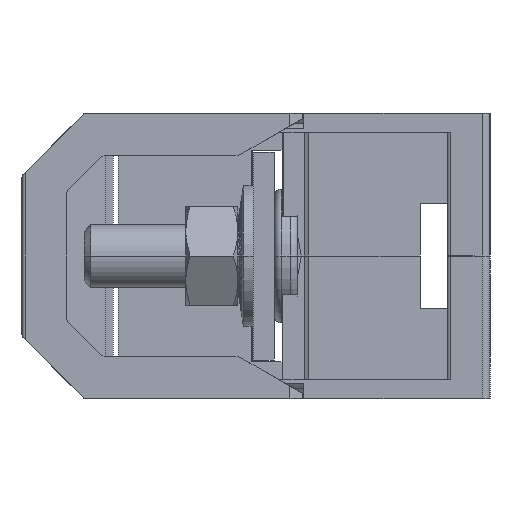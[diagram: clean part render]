
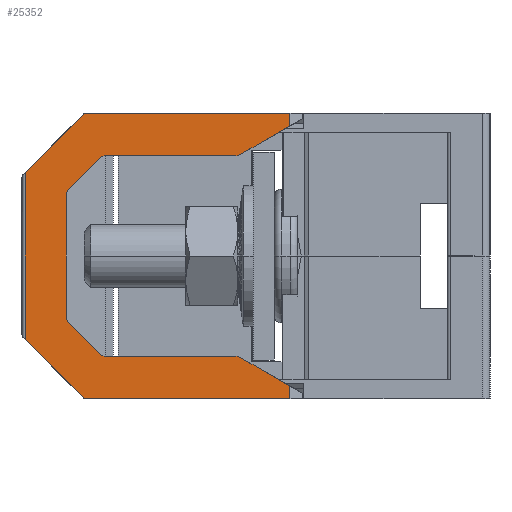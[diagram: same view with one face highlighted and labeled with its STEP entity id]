
A CAD part, left-side view. The second image highlights one B-rep face of the part: STEP entity #25352.
In plain terms, the highlighted face is planar.
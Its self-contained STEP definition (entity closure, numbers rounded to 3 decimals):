
#22983=DIRECTION('',(0.,0.707,-0.707));
#22984=VECTOR('',#22983,15.791);
#22985=CARTESIAN_POINT('',(134.,9.734,27.216));
#22986=LINE('',#22985,#22984);
#22987=DIRECTION('',(0.,-0.707,-0.707));
#22988=VECTOR('',#22987,15.791);
#22989=CARTESIAN_POINT('',(134.,20.9,-16.05));
#22990=LINE('',#22989,#22988);
#22991=CARTESIAN_POINT('',(134.,9.169,-26.65));
#22992=DIRECTION('',(1.,0.,0.));
#22993=DIRECTION('',(0.,0.,-1.));
#22994=AXIS2_PLACEMENT_3D('',#22991,#22992,#22993);
#22996=DIRECTION('',(0.,-1.,0.));
#22997=VECTOR('',#22996,39.142);
#22998=CARTESIAN_POINT('',(134.,9.169,-27.45));
#22999=LINE('',#22998,#22997);
#23000=DIRECTION('',(0.,0.,-1.));
#23001=VECTOR('',#23000,2.459);
#23002=CARTESIAN_POINT('',(134.,-29.974,-24.991));
#23003=LINE('',#23002,#23001);
#23004=DIRECTION('',(0.,0.866,0.5));
#23005=VECTOR('',#23004,11.081);
#23006=CARTESIAN_POINT('',(134.,-29.974,-24.991));
#23007=LINE('',#23006,#23005);
#23008=CARTESIAN_POINT('',(134.,-19.627,-20.75));
#23009=DIRECTION('',(1.,0.,0.));
#23010=DIRECTION('',(0.,0.,1.));
#23011=AXIS2_PLACEMENT_3D('',#23008,#23009,#23010);
#23013=DIRECTION('',(0.,1.,0.));
#23014=VECTOR('',#23013,25.109);
#23015=CARTESIAN_POINT('',(134.,-19.627,-19.25));
#23016=LINE('',#23015,#23014);
#23017=DIRECTION('',(0.,-0.707,-0.707));
#23018=VECTOR('',#23017,8.511);
#23019=CARTESIAN_POINT('',(134.,12.561,-12.793));
#23020=LINE('',#23019,#23018);
#23021=DIRECTION('',(0.,0.,-1.));
#23022=VECTOR('',#23021,23.464);
#23023=CARTESIAN_POINT('',(134.,13.,11.732));
#23024=LINE('',#23023,#23022);
#23025=DIRECTION('',(0.,0.707,-0.707));
#23026=VECTOR('',#23025,8.511);
#23027=CARTESIAN_POINT('',(134.,6.543,18.811));
#23028=LINE('',#23027,#23026);
#23029=DIRECTION('',(0.,-1.,0.));
#23030=VECTOR('',#23029,25.109);
#23031=CARTESIAN_POINT('',(134.,5.482,19.25));
#23032=LINE('',#23031,#23030);
#23033=CARTESIAN_POINT('',(134.,-19.627,20.75));
#23034=DIRECTION('',(1.,0.,0.));
#23035=DIRECTION('',(0.,-0.5,-0.866));
#23036=AXIS2_PLACEMENT_3D('',#23033,#23034,#23035);
#23038=DIRECTION('',(0.,-0.866,0.5));
#23039=VECTOR('',#23038,11.081);
#23040=CARTESIAN_POINT('',(134.,-20.377,19.451));
#23041=LINE('',#23040,#23039);
#23042=DIRECTION('',(0.,0.,-1.));
#23043=VECTOR('',#23042,2.459);
#23044=CARTESIAN_POINT('',(134.,-29.974,27.45));
#23045=LINE('',#23044,#23043);
#23046=DIRECTION('',(0.,1.,0.));
#23047=VECTOR('',#23046,39.142);
#23048=CARTESIAN_POINT('',(134.,-29.974,27.45));
#23049=LINE('',#23048,#23047);
#23050=CARTESIAN_POINT('',(134.,9.169,26.65));
#23051=DIRECTION('',(1.,0.,0.));
#23052=DIRECTION('',(0.,0.707,0.707));
#23053=AXIS2_PLACEMENT_3D('',#23050,#23051,#23052);
#23055=DIRECTION('',(0.,0.,1.));
#23056=VECTOR('',#23055,32.1);
#23057=CARTESIAN_POINT('',(134.,20.9,-16.05));
#23058=LINE('',#23057,#23056);
#23213=CARTESIAN_POINT('',(134.,-29.974,-24.991));
#24216=CARTESIAN_POINT('',(134.,-29.974,24.991));
#24259=CARTESIAN_POINT('',(134.,5.482,17.75));
#24260=DIRECTION('',(-1.,0.,0.));
#24261=DIRECTION('',(0.,0.,1.));
#24262=AXIS2_PLACEMENT_3D('',#24259,#24260,#24261);
#24282=CARTESIAN_POINT('',(134.,11.5,11.732));
#24283=DIRECTION('',(-1.,0.,0.));
#24284=DIRECTION('',(0.,0.707,0.707));
#24285=AXIS2_PLACEMENT_3D('',#24282,#24283,#24284);
#24300=CARTESIAN_POINT('',(134.,11.5,-11.732));
#24301=DIRECTION('',(-1.,0.,0.));
#24302=DIRECTION('',(0.,1.,0.));
#24303=AXIS2_PLACEMENT_3D('',#24300,#24301,#24302);
#24318=CARTESIAN_POINT('',(134.,5.482,-17.75));
#24319=DIRECTION('',(-1.,0.,0.));
#24320=DIRECTION('',(0.,0.707,-0.707));
#24321=AXIS2_PLACEMENT_3D('',#24318,#24319,#24320);
#24775=CARTESIAN_POINT('',(134.,20.9,-16.05));
#24776=CARTESIAN_POINT('',(134.,20.9,16.05));
#24777=VERTEX_POINT('',#24775);
#24778=VERTEX_POINT('',#24776);
#24893=CARTESIAN_POINT('',(134.,9.169,-27.45));
#24894=VERTEX_POINT('',#24893);
#24895=CARTESIAN_POINT('',(134.,9.734,-27.216));
#24896=VERTEX_POINT('',#24895);
#24901=CARTESIAN_POINT('',(134.,9.734,27.216));
#24902=CARTESIAN_POINT('',(134.,9.169,27.45));
#24903=VERTEX_POINT('',#24901);
#24904=VERTEX_POINT('',#24902);
#24951=CARTESIAN_POINT('',(134.,5.482,-19.25));
#24953=VERTEX_POINT('',#24951);
#24955=CARTESIAN_POINT('',(134.,6.543,-18.811));
#24957=VERTEX_POINT('',#24955);
#24959=CARTESIAN_POINT('',(134.,12.561,-12.793));
#24961=VERTEX_POINT('',#24959);
#24963=CARTESIAN_POINT('',(134.,13.,-11.732));
#24965=VERTEX_POINT('',#24963);
#24983=CARTESIAN_POINT('',(134.,13.,11.732));
#24985=VERTEX_POINT('',#24983);
#24987=CARTESIAN_POINT('',(134.,12.561,12.793));
#24989=VERTEX_POINT('',#24987);
#24990=CARTESIAN_POINT('',(134.,5.482,19.25));
#24992=VERTEX_POINT('',#24990);
#24994=CARTESIAN_POINT('',(134.,6.543,18.811));
#24996=VERTEX_POINT('',#24994);
#25006=CARTESIAN_POINT('',(134.,-19.627,-19.25));
#25007=CARTESIAN_POINT('',(134.,-20.377,-19.451));
#25008=VERTEX_POINT('',#25006);
#25009=VERTEX_POINT('',#25007);
#25022=CARTESIAN_POINT('',(134.,-20.377,19.451));
#25023=CARTESIAN_POINT('',(134.,-19.627,19.25));
#25024=VERTEX_POINT('',#25022);
#25025=VERTEX_POINT('',#25023);
#25030=CARTESIAN_POINT('',(134.,-29.974,-27.45));
#25032=VERTEX_POINT('',#25030);
#25036=VERTEX_POINT('',#23213);
#25037=VERTEX_POINT('',#24216);
#25041=CARTESIAN_POINT('',(134.,-29.974,27.45));
#25042=VERTEX_POINT('',#25041);
#25303=CARTESIAN_POINT('',(134.,-32.5,-27.45));
#25304=DIRECTION('',(1.,0.,0.));
#25305=DIRECTION('',(0.,1.,0.));
#25306=AXIS2_PLACEMENT_3D('',#25303,#25304,#25305);
#25307=PLANE('',#25306);
#25308=ORIENTED_EDGE('',*,*,#25275,.T.);
#25310=ORIENTED_EDGE('',*,*,#25309,.F.);
#25312=ORIENTED_EDGE('',*,*,#25311,.T.);
#25314=ORIENTED_EDGE('',*,*,#25313,.F.);
#25315=ORIENTED_EDGE('',*,*,#25206,.T.);
#25317=ORIENTED_EDGE('',*,*,#25316,.F.);
#25319=ORIENTED_EDGE('',*,*,#25318,.T.);
#25321=ORIENTED_EDGE('',*,*,#25320,.F.);
#25323=ORIENTED_EDGE('',*,*,#25322,.T.);
#25325=ORIENTED_EDGE('',*,*,#25324,.F.);
#25327=ORIENTED_EDGE('',*,*,#25326,.F.);
#25329=ORIENTED_EDGE('',*,*,#25328,.F.);
#25331=ORIENTED_EDGE('',*,*,#25330,.F.);
#25333=ORIENTED_EDGE('',*,*,#25332,.F.);
#25335=ORIENTED_EDGE('',*,*,#25334,.F.);
#25337=ORIENTED_EDGE('',*,*,#25336,.F.);
#25339=ORIENTED_EDGE('',*,*,#25338,.T.);
#25341=ORIENTED_EDGE('',*,*,#25340,.F.);
#25343=ORIENTED_EDGE('',*,*,#25342,.T.);
#25345=ORIENTED_EDGE('',*,*,#25344,.F.);
#25347=ORIENTED_EDGE('',*,*,#25346,.T.);
#25349=ORIENTED_EDGE('',*,*,#25348,.F.);
#25350=EDGE_LOOP('',(#25308,#25310,#25312,#25314,#25315,#25317,#25319,#25321,
#25323,#25325,#25327,#25329,#25331,#25333,#25335,#25337,#25339,#25341,#25343,
#25345,#25347,#25349));
#25351=FACE_OUTER_BOUND('',#25350,.F.);
#22995=CIRCLE('',#22994,0.8);
#23012=CIRCLE('',#23011,1.5);
#23037=CIRCLE('',#23036,1.5);
#23054=CIRCLE('',#23053,0.8);
#24263=CIRCLE('',#24262,1.5);
#24286=CIRCLE('',#24285,1.5);
#24304=CIRCLE('',#24303,1.5);
#24322=CIRCLE('',#24321,1.5);
#25206=EDGE_CURVE('',#24894,#25032,#22999,.T.);
#25275=EDGE_CURVE('',#24903,#24778,#22986,.T.);
#25309=EDGE_CURVE('',#24777,#24778,#23058,.T.);
#25311=EDGE_CURVE('',#24777,#24896,#22990,.T.);
#25313=EDGE_CURVE('',#24894,#24896,#22995,.T.);
#25316=EDGE_CURVE('',#25036,#25032,#23003,.T.);
#25318=EDGE_CURVE('',#25036,#25009,#23007,.T.);
#25320=EDGE_CURVE('',#25008,#25009,#23012,.T.);
#25322=EDGE_CURVE('',#25008,#24953,#23016,.T.);
#25324=EDGE_CURVE('',#24957,#24953,#24322,.T.);
#25326=EDGE_CURVE('',#24961,#24957,#23020,.T.);
#25328=EDGE_CURVE('',#24965,#24961,#24304,.T.);
#25330=EDGE_CURVE('',#24985,#24965,#23024,.T.);
#25332=EDGE_CURVE('',#24989,#24985,#24286,.T.);
#25334=EDGE_CURVE('',#24996,#24989,#23028,.T.);
#25336=EDGE_CURVE('',#24992,#24996,#24263,.T.);
#25338=EDGE_CURVE('',#24992,#25025,#23032,.T.);
#25340=EDGE_CURVE('',#25024,#25025,#23037,.T.);
#25342=EDGE_CURVE('',#25024,#25037,#23041,.T.);
#25344=EDGE_CURVE('',#25042,#25037,#23045,.T.);
#25346=EDGE_CURVE('',#25042,#24904,#23049,.T.);
#25348=EDGE_CURVE('',#24903,#24904,#23054,.T.);
#25352=ADVANCED_FACE('',(#25351),#25307,.T.);
